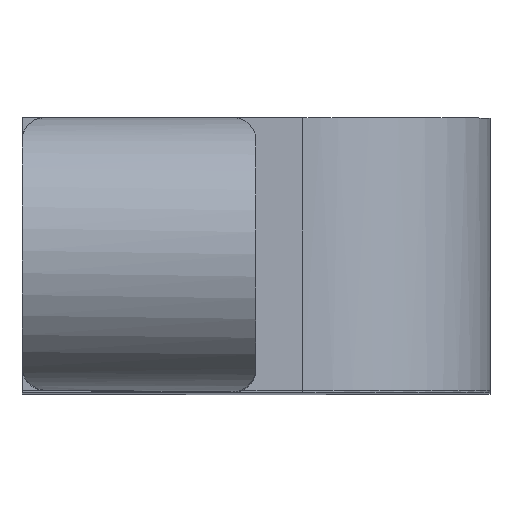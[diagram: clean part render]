
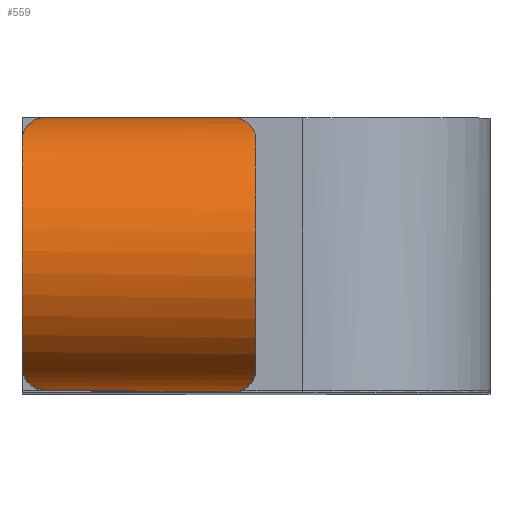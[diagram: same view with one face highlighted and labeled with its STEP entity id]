
A CAD part, top view. The second image highlights one B-rep face of the part: STEP entity #559.
In plain terms, the highlighted cylindrical face has radius 29.37 mm (diameter 58.74 mm), a partial arc.
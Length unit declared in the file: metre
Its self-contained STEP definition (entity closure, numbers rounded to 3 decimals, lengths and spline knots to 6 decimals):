
#13=ELLIPSE('',#588,0.02937,0.02937);
#14=ELLIPSE('',#590,2.896132,0.02937);
#37=CIRCLE('',#593,0.02937);
#101=LINE('',#978,#148);
#148=VECTOR('',#783,1.);
#279=ORIENTED_EDGE('',*,*,#383,.F.);
#280=ORIENTED_EDGE('',*,*,#384,.T.);
#281=ORIENTED_EDGE('',*,*,#331,.F.);
#282=ORIENTED_EDGE('',*,*,#314,.T.);
#283=ORIENTED_EDGE('',*,*,#334,.F.);
#284=ORIENTED_EDGE('',*,*,#309,.T.);
#285=ORIENTED_EDGE('',*,*,#338,.F.);
#286=ORIENTED_EDGE('',*,*,#385,.T.);
#309=EDGE_CURVE('',#389,#390,#443,.T.);
#314=EDGE_CURVE('',#394,#395,#444,.T.);
#331=EDGE_CURVE('',#394,#409,#13,.T.);
#334=EDGE_CURVE('',#389,#395,#14,.T.);
#338=EDGE_CURVE('',#413,#390,#37,.T.);
#383=EDGE_CURVE('',#441,#442,#101,.T.);
#384=EDGE_CURVE('',#441,#409,#446,.T.);
#385=EDGE_CURVE('',#413,#442,#447,.T.);
#389=VERTEX_POINT('',#815);
#390=VERTEX_POINT('',#816);
#394=VERTEX_POINT('',#837);
#395=VERTEX_POINT('',#838);
#409=VERTEX_POINT('',#875);
#413=VERTEX_POINT('',#887);
#441=VERTEX_POINT('',#979);
#442=VERTEX_POINT('',#980);
#443=B_SPLINE_CURVE_WITH_KNOTS('',3,(#800,#801,#802,#803,#804,#805,#806,
#807,#808,#809,#810,#811,#812,#813,#814),.UNSPECIFIED.,.F.,.F.,(4,1,1,1,
1,1,1,1,1,1,1,1,4),(0.,0.000534,0.001068,
0.001602,0.002137,0.003205,0.004273,
0.005341,0.00641,0.008546,0.010683,
0.012819,0.017092),.UNSPECIFIED.);
#444=B_SPLINE_CURVE_WITH_KNOTS('',3,(#825,#826,#827,#828,#829,#830,#831,
#832,#833,#834,#835,#836),.UNSPECIFIED.,.F.,.F.,(4,1,1,1,1,1,1,1,1,4),(0.,
0.003585,0.005377,0.007169,0.008962,
0.010754,0.01165,0.012546,0.013442,
0.014339),.UNSPECIFIED.);
#446=B_SPLINE_CURVE_WITH_KNOTS('',3,(#981,#982,#983,#984,#985,#986,#987,
#988,#989,#990,#991,#992,#993),.UNSPECIFIED.,.F.,.F.,(4,1,1,1,1,1,1,1,1,
1,4),(0.,0.000569,0.001138,0.002277,
0.003415,0.004554,0.006831,0.009108,0.011385,
0.013661,0.018215),.UNSPECIFIED.);
#447=B_SPLINE_CURVE_WITH_KNOTS('',3,(#994,#995,#996,#997,#998,#999,#1000,
#1001,#1002,#1003,#1004,#1005,#1006),.UNSPECIFIED.,.F.,.F.,(4,1,1,1,1,1,
1,1,1,1,4),(0.,0.004534,0.006801,0.009068,
0.011335,0.013602,0.014736,0.015869,
0.017003,0.01757,0.018137),.UNSPECIFIED.);
#479=EDGE_LOOP('',(#279,#280,#281,#282,#283,#284,#285,#286));
#515=FACE_BOUND('',#479,.T.);
#530=CYLINDRICAL_SURFACE('',#627,0.02937);
#559=ADVANCED_FACE('',(#515),#530,.T.);
#588=AXIS2_PLACEMENT_3D('',#874,#671,#672);
#590=AXIS2_PLACEMENT_3D('',#880,#677,#678);
#593=AXIS2_PLACEMENT_3D('',#888,#685,#686);
#627=AXIS2_PLACEMENT_3D('',#977,#781,#782);
#671=DIRECTION('',(-1.,0.,0.));
#672=DIRECTION('',(0.,-1.,0.));
#677=DIRECTION('',(-0.01,-1.,0.));
#678=DIRECTION('',(1.,-0.01,0.));
#685=DIRECTION('',(1.,0.,0.));
#686=DIRECTION('',(0.,0.,-1.));
#781=DIRECTION('',(1.,0.,0.));
#782=DIRECTION('',(0.,0.,-1.));
#783=DIRECTION('',(1.,0.,0.));
#800=CARTESIAN_POINT('',(0.044948,-0.02965,0.033734));
#801=CARTESIAN_POINT('',(0.045126,-0.029652,0.033703));
#802=CARTESIAN_POINT('',(0.045426,-0.029636,0.033976));
#803=CARTESIAN_POINT('',(0.045696,-0.029604,0.034409));
#804=CARTESIAN_POINT('',(0.045949,-0.029561,0.034878));
#805=CARTESIAN_POINT('',(0.046255,-0.029494,0.035507));
#806=CARTESIAN_POINT('',(0.046613,-0.02939,0.036305));
#807=CARTESIAN_POINT('',(0.04702,-0.029231,0.037268));
#808=CARTESIAN_POINT('',(0.047409,-0.029038,0.038231));
#809=CARTESIAN_POINT('',(0.047902,-0.028739,0.039506));
#810=CARTESIAN_POINT('',(0.048472,-0.028284,0.041088));
#811=CARTESIAN_POINT('',(0.04907,-0.027602,0.042965));
#812=CARTESIAN_POINT('',(0.049722,-0.026503,0.045451));
#813=CARTESIAN_POINT('',(0.049999,-0.025446,0.047293));
#814=CARTESIAN_POINT('',(0.049999,-0.02465,0.048468));
#815=CARTESIAN_POINT('',(0.044948,-0.02965,0.033734));
#816=CARTESIAN_POINT('',(0.049999,-0.02465,0.048468));
#825=CARTESIAN_POINT('',(0.,-0.024245,0.049051));
#826=CARTESIAN_POINT('',(0.,-0.024948,0.048065));
#827=CARTESIAN_POINT('',(0.000211,-0.025888,0.046557));
#828=CARTESIAN_POINT('',(0.000762,-0.026947,0.044459));
#829=CARTESIAN_POINT('',(0.001287,-0.027629,0.042881));
#830=CARTESIAN_POINT('',(0.001907,-0.028203,0.041309));
#831=CARTESIAN_POINT('',(0.002509,-0.028598,0.040006));
#832=CARTESIAN_POINT('',(0.003065,-0.028864,0.038979));
#833=CARTESIAN_POINT('',(0.003545,-0.029038,0.038222));
#834=CARTESIAN_POINT('',(0.004107,-0.02918,0.037524));
#835=CARTESIAN_POINT('',(0.004641,-0.029241,0.037178));
#836=CARTESIAN_POINT('',(0.004949,-0.029245,0.03716));
#837=CARTESIAN_POINT('',(0.,-0.024245,0.049051));
#838=CARTESIAN_POINT('',(0.004949,-0.029245,0.03716));
#874=CARTESIAN_POINT('',(-0.000001,-0.000331,0.032));
#875=CARTESIAN_POINT('',(-0.000001,0.024041,0.048389));
#880=CARTESIAN_POINT('',(-2.845985,-0.000331,0.032));
#887=CARTESIAN_POINT('',(0.049999,0.024041,0.048389));
#888=CARTESIAN_POINT('',(0.049999,-0.000331,0.032));
#977=CARTESIAN_POINT('',(-0.078301,-0.000331,0.032));
#978=CARTESIAN_POINT('',(-0.078301,0.029039,0.032));
#979=CARTESIAN_POINT('',(0.004848,0.029039,0.032));
#980=CARTESIAN_POINT('',(0.04515,0.029039,0.032));
#981=CARTESIAN_POINT('',(0.004848,0.029039,0.032));
#982=CARTESIAN_POINT('',(0.004848,0.029039,0.032201));
#983=CARTESIAN_POINT('',(0.004726,0.029035,0.03256));
#984=CARTESIAN_POINT('',(0.004459,0.029015,0.033271));
#985=CARTESIAN_POINT('',(0.004101,0.028966,0.03415));
#986=CARTESIAN_POINT('',(0.003678,0.02887,0.035203));
#987=CARTESIAN_POINT('',(0.003122,0.028691,0.036598));
#988=CARTESIAN_POINT('',(0.002451,0.028374,0.038331));
#989=CARTESIAN_POINT('',(0.001704,0.02784,0.040396));
#990=CARTESIAN_POINT('',(0.001033,0.027139,0.042467));
#991=CARTESIAN_POINT('',(0.000307,0.025992,0.045169));
#992=CARTESIAN_POINT('',(-0.000001,0.024897,0.047116));
#993=CARTESIAN_POINT('',(-0.000001,0.024041,0.048389));
#994=CARTESIAN_POINT('',(0.049999,0.024041,0.048389));
#995=CARTESIAN_POINT('',(0.049999,0.024894,0.04712));
#996=CARTESIAN_POINT('',(0.04969,0.025999,0.045159));
#997=CARTESIAN_POINT('',(0.048955,0.027152,0.042434));
#998=CARTESIAN_POINT('',(0.048292,0.027841,0.040393));
#999=CARTESIAN_POINT('',(0.047547,0.028374,0.038332));
#1000=CARTESIAN_POINT('',(0.046876,0.028692,0.036597));
#1001=CARTESIAN_POINT('',(0.046316,0.028871,0.035195));
#1002=CARTESIAN_POINT('',(0.045893,0.028967,0.034143));
#1003=CARTESIAN_POINT('',(0.045537,0.029015,0.033265));
#1004=CARTESIAN_POINT('',(0.045269,0.029035,0.032555));
#1005=CARTESIAN_POINT('',(0.04515,0.029039,0.032195));
#1006=CARTESIAN_POINT('',(0.04515,0.029039,0.032));
